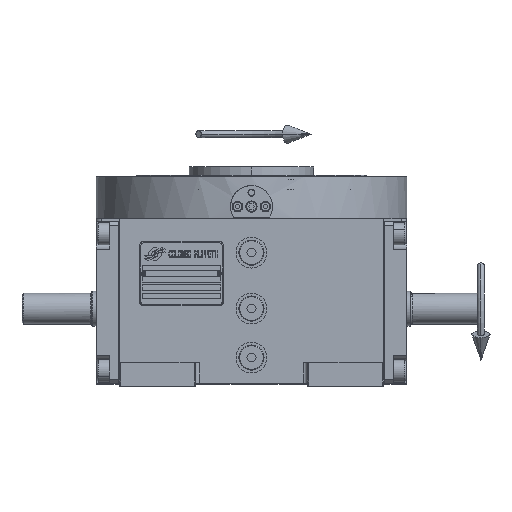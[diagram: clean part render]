
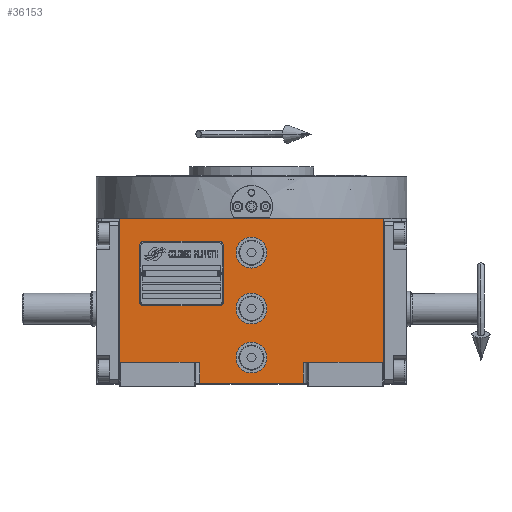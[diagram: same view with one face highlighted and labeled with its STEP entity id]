
A CAD part, top view. The second image highlights one B-rep face of the part: STEP entity #36153.
In plain terms, the highlighted planar face has unit normal (0, 0, 1).
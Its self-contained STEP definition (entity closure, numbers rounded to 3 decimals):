
#240 = DIRECTION ( 'NONE',  ( 1., 0., 0. ) ) ;
#823 = CARTESIAN_POINT ( 'NONE',  ( -94.5, -38.5, 163.5 ) ) ;
#1406 = CARTESIAN_POINT ( 'NONE',  ( -94.5, 64.5, 163.5 ) ) ;
#1713 = DIRECTION ( 'NONE',  ( -1., 0., 0. ) ) ;
#1749 = DIRECTION ( 'NONE',  ( 1., 0., 0. ) ) ;
#2821 = CARTESIAN_POINT ( 'NONE',  ( 11., 40., 163.5 ) ) ;
#2847 = VERTEX_POINT ( 'NONE', #63627 ) ;
#4236 = LINE ( 'NONE', #21686, #57771 ) ;
#4667 = ORIENTED_EDGE ( 'NONE', *, *, #34005, .F. ) ;
#5138 = LINE ( 'NONE', #27716, #18115 ) ;
#5492 = ORIENTED_EDGE ( 'NONE', *, *, #54779, .T. ) ;
#5917 = EDGE_CURVE ( 'NONE', #2847, #52359, #27100, .T. ) ;
#6089 = CARTESIAN_POINT ( 'NONE',  ( 0., 0., 163.5 ) ) ;
#7091 = LINE ( 'NONE', #7440, #65179 ) ;
#7440 = CARTESIAN_POINT ( 'NONE',  ( -94.5, -38.5, 163.5 ) ) ;
#8573 = FACE_BOUND ( 'NONE', #55677, .T. ) ;
#9110 = CARTESIAN_POINT ( 'NONE',  ( 37., -53.5, 163.5 ) ) ;
#10344 = CIRCLE ( 'NONE', #28107, 11. ) ;
#10961 = EDGE_CURVE ( 'NONE', #14046, #20880, #51678, .T. ) ;
#11402 = ORIENTED_EDGE ( 'NONE', *, *, #10961, .F. ) ;
#11754 = EDGE_CURVE ( 'NONE', #22832, #23647, #60402, .T. ) ;
#12995 = LINE ( 'NONE', #48871, #23803 ) ;
#13103 = ORIENTED_EDGE ( 'NONE', *, *, #42651, .F. ) ;
#13782 = CARTESIAN_POINT ( 'NONE',  ( 11., -35., 163.5 ) ) ;
#13810 = ORIENTED_EDGE ( 'NONE', *, *, #36775, .F. ) ;
#14046 = VERTEX_POINT ( 'NONE', #13782 ) ;
#15235 = CARTESIAN_POINT ( 'NONE',  ( -11., 40., 163.5 ) ) ;
#15314 = CARTESIAN_POINT ( 'NONE',  ( 37., -38.5, 163.5 ) ) ;
#15849 = CARTESIAN_POINT ( 'NONE',  ( -11., -35., 163.5 ) ) ;
#17072 = CARTESIAN_POINT ( 'NONE',  ( 94.5, -38.5, 163.5 ) ) ;
#17888 = CARTESIAN_POINT ( 'NONE',  ( -94.5, -53.5, 163.5 ) ) ;
#18115 = VECTOR ( 'NONE', #40660, 1000. ) ;
#18576 = FACE_BOUND ( 'NONE', #23100, .T. ) ;
#18869 = CIRCLE ( 'NONE', #67306, 11. ) ;
#19100 = VERTEX_POINT ( 'NONE', #9110 ) ;
#19336 = CARTESIAN_POINT ( 'NONE',  ( 0., -35., 163.5 ) ) ;
#20725 = LINE ( 'NONE', #1406, #50899 ) ;
#20880 = VERTEX_POINT ( 'NONE', #15849 ) ;
#21373 = EDGE_LOOP ( 'NONE', ( #46653, #55797, #5492, #32582, #67458, #28104, #36991, #4667 ) ) ;
#21686 = CARTESIAN_POINT ( 'NONE',  ( 37., -38.5, 163.5 ) ) ;
#22749 = EDGE_CURVE ( 'NONE', #29240, #33693, #12995, .T. ) ;
#22832 = VERTEX_POINT ( 'NONE', #40212 ) ;
#22953 = CIRCLE ( 'NONE', #61495, 11. ) ;
#23100 = EDGE_LOOP ( 'NONE', ( #13810, #36007 ) ) ;
#23255 = AXIS2_PLACEMENT_3D ( 'NONE', #17888, #59957, #44474 ) ;
#23612 = DIRECTION ( 'NONE',  ( 0., 1., 0. ) ) ;
#23647 = VERTEX_POINT ( 'NONE', #35825 ) ;
#23803 = VECTOR ( 'NONE', #45061, 1000. ) ;
#25510 = CARTESIAN_POINT ( 'NONE',  ( -37., -53.5, 163.5 ) ) ;
#26245 = EDGE_CURVE ( 'NONE', #60331, #19100, #4236, .T. ) ;
#26406 = DIRECTION ( 'NONE',  ( 1., 0., 0. ) ) ;
#27100 = LINE ( 'NONE', #17072, #53958 ) ;
#27716 = CARTESIAN_POINT ( 'NONE',  ( 37., -38.5, 163.5 ) ) ;
#27895 = CARTESIAN_POINT ( 'NONE',  ( 0., -35., 163.5 ) ) ;
#28104 = ORIENTED_EDGE ( 'NONE', *, *, #60126, .F. ) ;
#28107 = AXIS2_PLACEMENT_3D ( 'NONE', #6089, #53670, #240 ) ;
#29240 = VERTEX_POINT ( 'NONE', #823 ) ;
#29602 = VERTEX_POINT ( 'NONE', #15235 ) ;
#30834 = AXIS2_PLACEMENT_3D ( 'NONE', #34603, #66324, #49140 ) ;
#30880 = CARTESIAN_POINT ( 'NONE',  ( -37., -53.5, 163.5 ) ) ;
#31877 = AXIS2_PLACEMENT_3D ( 'NONE', #19336, #51769, #55546 ) ;
#32093 = CARTESIAN_POINT ( 'NONE',  ( 0., 40., 163.5 ) ) ;
#32192 = AXIS2_PLACEMENT_3D ( 'NONE', #32093, #53150, #53818 ) ;
#32337 = VECTOR ( 'NONE', #41396, 1000. ) ;
#32402 = DIRECTION ( 'NONE',  ( 0., 0., 1. ) ) ;
#32500 = DIRECTION ( 'NONE',  ( 1., 0., 0. ) ) ;
#32582 = ORIENTED_EDGE ( 'NONE', *, *, #5917, .T. ) ;
#33693 = VERTEX_POINT ( 'NONE', #67222 ) ;
#33724 = CARTESIAN_POINT ( 'NONE',  ( -37., -53.5, 163.5 ) ) ;
#34005 = EDGE_CURVE ( 'NONE', #42386, #33693, #43683, .T. ) ;
#34603 = CARTESIAN_POINT ( 'NONE',  ( 0., 0., 163.5 ) ) ;
#35484 = CIRCLE ( 'NONE', #32192, 11. ) ;
#35825 = CARTESIAN_POINT ( 'NONE',  ( 11., 0., 163.5 ) ) ;
#36007 = ORIENTED_EDGE ( 'NONE', *, *, #39015, .F. ) ;
#36153 = ADVANCED_FACE ( 'NONE', ( #60300, #8573, #18576, #65141 ), #50648, .T. ) ;
#36775 = EDGE_CURVE ( 'NONE', #65803, #29602, #18869, .T. ) ;
#36991 = ORIENTED_EDGE ( 'NONE', *, *, #22749, .T. ) ;
#38115 = DIRECTION ( 'NONE',  ( 0., 1., 0. ) ) ;
#39015 = EDGE_CURVE ( 'NONE', #29602, #65803, #35484, .T. ) ;
#39111 = EDGE_CURVE ( 'NONE', #52218, #52359, #20725, .T. ) ;
#40212 = CARTESIAN_POINT ( 'NONE',  ( -11., 0., 163.5 ) ) ;
#40660 = DIRECTION ( 'NONE',  ( 1., 0., 0. ) ) ;
#41396 = DIRECTION ( 'NONE',  ( 0., 1., 0. ) ) ;
#42386 = VERTEX_POINT ( 'NONE', #33724 ) ;
#42651 = EDGE_CURVE ( 'NONE', #23647, #22832, #10344, .T. ) ;
#43683 = LINE ( 'NONE', #25510, #32337 ) ;
#44474 = DIRECTION ( 'NONE',  ( 1., 0., 0. ) ) ;
#45061 = DIRECTION ( 'NONE',  ( 1., 0., 0. ) ) ;
#46245 = EDGE_CURVE ( 'NONE', #20880, #14046, #22953, .T. ) ;
#46653 = ORIENTED_EDGE ( 'NONE', *, *, #46839, .T. ) ;
#46800 = ORIENTED_EDGE ( 'NONE', *, *, #46245, .F. ) ;
#46839 = EDGE_CURVE ( 'NONE', #42386, #19100, #48033, .T. ) ;
#47772 = CARTESIAN_POINT ( 'NONE',  ( -94.5, 64.5, 163.5 ) ) ;
#48033 = LINE ( 'NONE', #30880, #65980 ) ;
#48871 = CARTESIAN_POINT ( 'NONE',  ( -94.5, -38.5, 163.5 ) ) ;
#49140 = DIRECTION ( 'NONE',  ( -1., 0., 0. ) ) ;
#50648 = PLANE ( 'NONE',  #23255 ) ;
#50899 = VECTOR ( 'NONE', #1749, 1000. ) ;
#51673 = ORIENTED_EDGE ( 'NONE', *, *, #11754, .F. ) ;
#51678 = CIRCLE ( 'NONE', #31877, 11. ) ;
#51769 = DIRECTION ( 'NONE',  ( 0., 0., 1. ) ) ;
#52218 = VERTEX_POINT ( 'NONE', #47772 ) ;
#52359 = VERTEX_POINT ( 'NONE', #62256 ) ;
#53150 = DIRECTION ( 'NONE',  ( 0., 0., 1. ) ) ;
#53670 = DIRECTION ( 'NONE',  ( 0., 0., 1. ) ) ;
#53818 = DIRECTION ( 'NONE',  ( -1., 0., 0. ) ) ;
#53958 = VECTOR ( 'NONE', #38115, 1000. ) ;
#54779 = EDGE_CURVE ( 'NONE', #60331, #2847, #5138, .T. ) ;
#55546 = DIRECTION ( 'NONE',  ( 1., 0., 0. ) ) ;
#55677 = EDGE_LOOP ( 'NONE', ( #11402, #46800 ) ) ;
#55797 = ORIENTED_EDGE ( 'NONE', *, *, #26245, .F. ) ;
#57771 = VECTOR ( 'NONE', #58576, 1000. ) ;
#58576 = DIRECTION ( 'NONE',  ( 0., -1., 0. ) ) ;
#58788 = DIRECTION ( 'NONE',  ( 0., 0., 1. ) ) ;
#59957 = DIRECTION ( 'NONE',  ( 0., 0., 1. ) ) ;
#60126 = EDGE_CURVE ( 'NONE', #29240, #52218, #7091, .T. ) ;
#60300 = FACE_BOUND ( 'NONE', #67238, .T. ) ;
#60331 = VERTEX_POINT ( 'NONE', #15314 ) ;
#60402 = CIRCLE ( 'NONE', #30834, 11. ) ;
#61495 = AXIS2_PLACEMENT_3D ( 'NONE', #27895, #32402, #1713 ) ;
#62256 = CARTESIAN_POINT ( 'NONE',  ( 94.5, 64.5, 163.5 ) ) ;
#63627 = CARTESIAN_POINT ( 'NONE',  ( 94.5, -38.5, 163.5 ) ) ;
#64641 = CARTESIAN_POINT ( 'NONE',  ( 0., 40., 163.5 ) ) ;
#65141 = FACE_OUTER_BOUND ( 'NONE', #21373, .T. ) ;
#65179 = VECTOR ( 'NONE', #23612, 1000. ) ;
#65803 = VERTEX_POINT ( 'NONE', #2821 ) ;
#65980 = VECTOR ( 'NONE', #32500, 1000. ) ;
#66324 = DIRECTION ( 'NONE',  ( 0., 0., 1. ) ) ;
#67222 = CARTESIAN_POINT ( 'NONE',  ( -37., -38.5, 163.5 ) ) ;
#67238 = EDGE_LOOP ( 'NONE', ( #13103, #51673 ) ) ;
#67306 = AXIS2_PLACEMENT_3D ( 'NONE', #64641, #58788, #26406 ) ;
#67458 = ORIENTED_EDGE ( 'NONE', *, *, #39111, .F. ) ;
